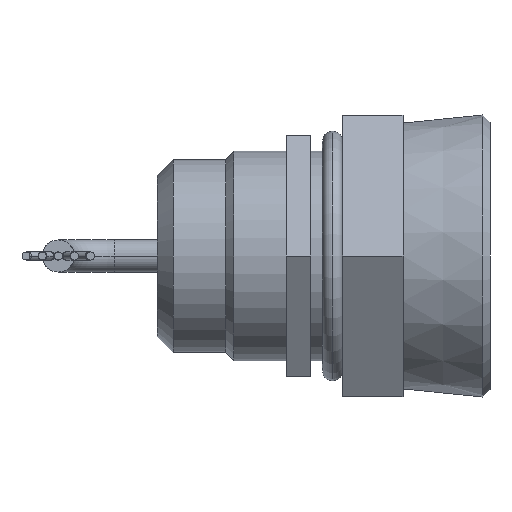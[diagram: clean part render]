
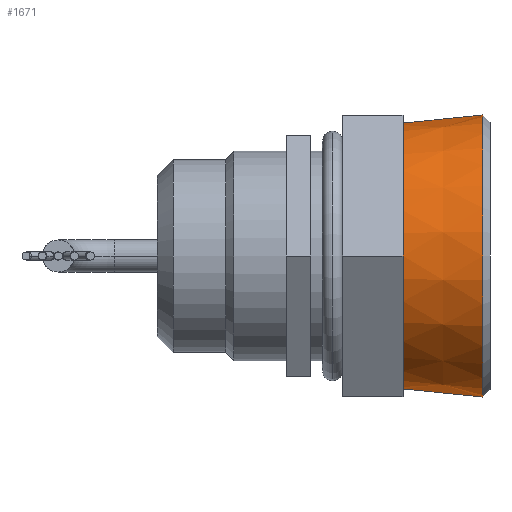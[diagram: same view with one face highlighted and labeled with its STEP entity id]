
A CAD part, front view. The second image highlights one B-rep face of the part: STEP entity #1671.
In plain terms, the highlighted conical face has half-angle 5.816 degrees and reference radius 17.6 mm.
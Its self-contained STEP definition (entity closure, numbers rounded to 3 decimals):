
#36 = VERTEX_POINT ( 'NONE', #86 ) ;
#67 = ORIENTED_EDGE ( 'NONE', *, *, #2655, .T. ) ;
#86 = CARTESIAN_POINT ( 'NONE',  ( 22., 0., 16.5 ) ) ;
#203 = VERTEX_POINT ( 'NONE', #341 ) ;
#298 = EDGE_CURVE ( 'NONE', #203, #1539, #1283, .T. ) ;
#341 = CARTESIAN_POINT ( 'NONE',  ( 22., 0., -16.5 ) ) ;
#349 = CARTESIAN_POINT ( 'NONE',  ( 32.8, 0., 0. ) ) ;
#458 = CARTESIAN_POINT ( 'NONE',  ( 32.8, 0., -17.6 ) ) ;
#462 = DIRECTION ( 'NONE',  ( 0.995, 0., -0.101 ) ) ;
#917 = CONICAL_SURFACE ( 'NONE', #2691, 17.6, 0.102 ) ;
#980 = ORIENTED_EDGE ( 'NONE', *, *, #2632, .F. ) ;
#1154 = CARTESIAN_POINT ( 'NONE',  ( 22., 0., 0. ) ) ;
#1283 = LINE ( 'NONE', #458, #2704 ) ;
#1326 = CARTESIAN_POINT ( 'NONE',  ( 31.892, 0., 0. ) ) ;
#1344 = DIRECTION ( 'NONE',  ( -1., 0., 0. ) ) ;
#1360 = DIRECTION ( 'NONE',  ( 0., 0., 1. ) ) ;
#1503 = VERTEX_POINT ( 'NONE', #2668 ) ;
#1511 = CARTESIAN_POINT ( 'NONE',  ( 31.892, 0., -17.508 ) ) ;
#1539 = VERTEX_POINT ( 'NONE', #1511 ) ;
#1671 = ADVANCED_FACE ( 'NONE', ( #2801 ), #917, .T. ) ;
#2194 = EDGE_CURVE ( 'NONE', #36, #1503, #3864, .T. ) ;
#2263 = DIRECTION ( 'NONE',  ( 0.995, 0., 0.101 ) ) ;
#2335 = EDGE_LOOP ( 'NONE', ( #2533, #980, #2420, #67 ) ) ;
#2420 = ORIENTED_EDGE ( 'NONE', *, *, #298, .T. ) ;
#2465 = DIRECTION ( 'NONE',  ( 0., 0., -1. ) ) ;
#2522 = DIRECTION ( 'NONE',  ( 1., 0., 0. ) ) ;
#2533 = ORIENTED_EDGE ( 'NONE', *, *, #2194, .F. ) ;
#2632 = EDGE_CURVE ( 'NONE', #203, #36, #3110, .T. ) ;
#2655 = EDGE_CURVE ( 'NONE', #1539, #1503, #2989, .T. ) ;
#2668 = CARTESIAN_POINT ( 'NONE',  ( 31.892, 0., 17.508 ) ) ;
#2691 = AXIS2_PLACEMENT_3D ( 'NONE', #349, #2522, #2465 ) ;
#2704 = VECTOR ( 'NONE', #462, 1000. ) ;
#2752 = AXIS2_PLACEMENT_3D ( 'NONE', #1154, #3961, #3041 ) ;
#2801 = FACE_OUTER_BOUND ( 'NONE', #2335, .T. ) ;
#2989 = CIRCLE ( 'NONE', #3001, 17.508 ) ;
#3001 = AXIS2_PLACEMENT_3D ( 'NONE', #1326, #1344, #1360 ) ;
#3041 = DIRECTION ( 'NONE',  ( 0., 0., 1. ) ) ;
#3110 = CIRCLE ( 'NONE', #2752, 16.5 ) ;
#3651 = CARTESIAN_POINT ( 'NONE',  ( 32.8, 0., 17.6 ) ) ;
#3720 = VECTOR ( 'NONE', #2263, 1000. ) ;
#3864 = LINE ( 'NONE', #3651, #3720 ) ;
#3961 = DIRECTION ( 'NONE',  ( -1., 0., 0. ) ) ;
